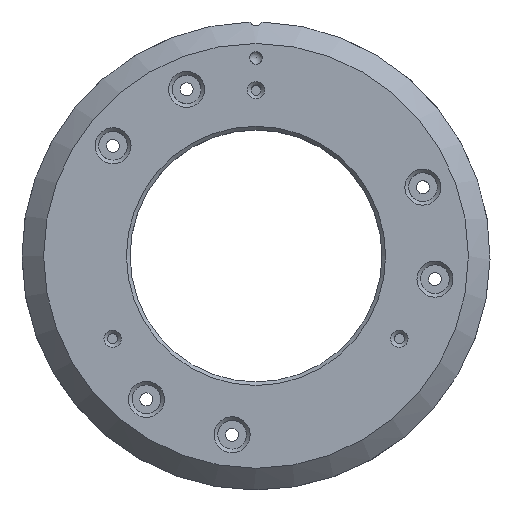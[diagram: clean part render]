
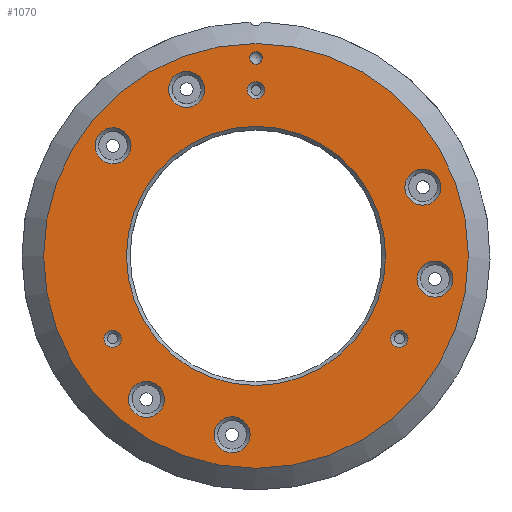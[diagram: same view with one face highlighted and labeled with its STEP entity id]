
A CAD part, top view. The second image highlights one B-rep face of the part: STEP entity #1070.
In plain terms, the highlighted planar face has unit normal (0, 0, 1).
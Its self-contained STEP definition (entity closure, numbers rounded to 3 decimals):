
#51=PLANE('',#1236);
#129=CIRCLE('',#1189,2.5);
#130=CIRCLE('',#1191,2.5);
#131=CIRCLE('',#1193,2.5);
#132=CIRCLE('',#1195,2.5);
#133=CIRCLE('',#1197,2.5);
#134=CIRCLE('',#1199,2.5);
#135=CIRCLE('',#1201,18.);
#136=CIRCLE('',#1203,1.2);
#137=CIRCLE('',#1205,1.2);
#138=CIRCLE('',#1207,1.2);
#139=CIRCLE('',#1209,0.866);
#150=CIRCLE('',#1237,29.5);
#442=ORIENTED_EDGE('',*,*,#548,.T.);
#443=ORIENTED_EDGE('',*,*,#547,.T.);
#444=ORIENTED_EDGE('',*,*,#546,.T.);
#445=ORIENTED_EDGE('',*,*,#545,.T.);
#446=ORIENTED_EDGE('',*,*,#544,.T.);
#447=ORIENTED_EDGE('',*,*,#543,.T.);
#448=ORIENTED_EDGE('',*,*,#542,.T.);
#449=ORIENTED_EDGE('',*,*,#541,.T.);
#450=ORIENTED_EDGE('',*,*,#540,.T.);
#451=ORIENTED_EDGE('',*,*,#539,.T.);
#452=ORIENTED_EDGE('',*,*,#538,.T.);
#453=ORIENTED_EDGE('',*,*,#577,.T.);
#538=EDGE_CURVE('',#647,#647,#129,.T.);
#539=EDGE_CURVE('',#648,#648,#130,.T.);
#540=EDGE_CURVE('',#649,#649,#131,.T.);
#541=EDGE_CURVE('',#650,#650,#132,.T.);
#542=EDGE_CURVE('',#651,#651,#133,.T.);
#543=EDGE_CURVE('',#652,#652,#134,.T.);
#544=EDGE_CURVE('',#653,#653,#135,.T.);
#545=EDGE_CURVE('',#654,#654,#136,.T.);
#546=EDGE_CURVE('',#655,#655,#137,.T.);
#547=EDGE_CURVE('',#656,#656,#138,.T.);
#548=EDGE_CURVE('',#657,#657,#139,.T.);
#577=EDGE_CURVE('',#671,#671,#150,.F.);
#647=VERTEX_POINT('',#1796);
#648=VERTEX_POINT('',#1799);
#649=VERTEX_POINT('',#1802);
#650=VERTEX_POINT('',#1805);
#651=VERTEX_POINT('',#1808);
#652=VERTEX_POINT('',#1811);
#653=VERTEX_POINT('',#1814);
#654=VERTEX_POINT('',#1817);
#655=VERTEX_POINT('',#1820);
#656=VERTEX_POINT('',#1823);
#657=VERTEX_POINT('',#1826);
#671=VERTEX_POINT('',#1922);
#814=EDGE_LOOP('',(#442));
#815=EDGE_LOOP('',(#443));
#816=EDGE_LOOP('',(#444));
#817=EDGE_LOOP('',(#445));
#818=EDGE_LOOP('',(#446));
#819=EDGE_LOOP('',(#447));
#820=EDGE_LOOP('',(#448));
#821=EDGE_LOOP('',(#449));
#822=EDGE_LOOP('',(#450));
#823=EDGE_LOOP('',(#451));
#824=EDGE_LOOP('',(#452));
#825=EDGE_LOOP('',(#453));
#955=FACE_BOUND('',#814,.T.);
#956=FACE_BOUND('',#815,.T.);
#957=FACE_BOUND('',#816,.T.);
#958=FACE_BOUND('',#817,.T.);
#959=FACE_BOUND('',#818,.T.);
#960=FACE_BOUND('',#819,.T.);
#961=FACE_BOUND('',#820,.T.);
#962=FACE_BOUND('',#821,.T.);
#963=FACE_BOUND('',#822,.T.);
#964=FACE_BOUND('',#823,.T.);
#965=FACE_BOUND('',#824,.T.);
#966=FACE_BOUND('',#825,.T.);
#1070=ADVANCED_FACE('',(#955,#956,#957,#958,#959,#960,#961,#962,#963,#964,
#965,#966),#51,.F.);
#1189=AXIS2_PLACEMENT_3D('',#1795,#1472,#1473);
#1191=AXIS2_PLACEMENT_3D('',#1798,#1476,#1477);
#1193=AXIS2_PLACEMENT_3D('',#1801,#1480,#1481);
#1195=AXIS2_PLACEMENT_3D('',#1804,#1484,#1485);
#1197=AXIS2_PLACEMENT_3D('',#1807,#1488,#1489);
#1199=AXIS2_PLACEMENT_3D('',#1810,#1492,#1493);
#1201=AXIS2_PLACEMENT_3D('',#1813,#1496,#1497);
#1203=AXIS2_PLACEMENT_3D('',#1816,#1500,#1501);
#1205=AXIS2_PLACEMENT_3D('',#1819,#1504,#1505);
#1207=AXIS2_PLACEMENT_3D('',#1822,#1508,#1509);
#1209=AXIS2_PLACEMENT_3D('',#1825,#1512,#1513);
#1236=AXIS2_PLACEMENT_3D('',#1920,#1572,#1573);
#1237=AXIS2_PLACEMENT_3D('',#1921,#1574,#1575);
#1472=DIRECTION('',(0.,0.,-1.));
#1473=DIRECTION('',(-1.,0.,0.));
#1476=DIRECTION('',(0.,0.,-1.));
#1477=DIRECTION('',(-1.,0.,0.));
#1480=DIRECTION('',(0.,0.,-1.));
#1481=DIRECTION('',(-1.,0.,0.));
#1484=DIRECTION('',(0.,0.,-1.));
#1485=DIRECTION('',(-1.,0.,0.));
#1488=DIRECTION('',(0.,0.,-1.));
#1489=DIRECTION('',(-1.,0.,0.));
#1492=DIRECTION('',(0.,0.,-1.));
#1493=DIRECTION('',(-1.,0.,0.));
#1496=DIRECTION('',(0.,0.,-1.));
#1497=DIRECTION('',(-1.,0.,0.));
#1500=DIRECTION('',(0.,0.,-1.));
#1501=DIRECTION('',(-1.,0.,0.));
#1504=DIRECTION('',(0.,0.,-1.));
#1505=DIRECTION('',(-1.,0.,0.));
#1508=DIRECTION('',(0.,0.,-1.));
#1509=DIRECTION('',(-1.,0.,0.));
#1512=DIRECTION('',(0.,0.,-1.));
#1513=DIRECTION('',(-1.,0.,0.));
#1572=DIRECTION('',(0.,0.,-1.));
#1573=DIRECTION('',(-1.,0.,0.));
#1574=DIRECTION('',(0.,0.,-1.));
#1575=DIRECTION('',(-1.,0.,0.));
#1795=CARTESIAN_POINT('',(-19.855,15.294,15.2));
#1796=CARTESIAN_POINT('',(-22.355,15.294,15.2));
#1798=CARTESIAN_POINT('',(-9.634,23.137,15.2));
#1799=CARTESIAN_POINT('',(-12.134,23.137,15.2));
#1801=CARTESIAN_POINT('',(23.173,9.548,15.2));
#1802=CARTESIAN_POINT('',(20.673,9.548,15.2));
#1804=CARTESIAN_POINT('',(24.854,-3.225,15.2));
#1805=CARTESIAN_POINT('',(22.354,-3.225,15.2));
#1807=CARTESIAN_POINT('',(-3.318,-24.842,15.2));
#1808=CARTESIAN_POINT('',(-5.818,-24.842,15.2));
#1810=CARTESIAN_POINT('',(-15.22,-19.912,15.2));
#1811=CARTESIAN_POINT('',(-17.72,-19.912,15.2));
#1813=CARTESIAN_POINT('',(0.,0.,15.2));
#1814=CARTESIAN_POINT('',(-18.,0.,15.2));
#1816=CARTESIAN_POINT('',(0.,23.,15.2));
#1817=CARTESIAN_POINT('',(-1.2,23.,15.2));
#1819=CARTESIAN_POINT('',(-19.919,-11.5,15.2));
#1820=CARTESIAN_POINT('',(-21.119,-11.5,15.2));
#1822=CARTESIAN_POINT('',(19.919,-11.5,15.2));
#1823=CARTESIAN_POINT('',(18.719,-11.5,15.2));
#1825=CARTESIAN_POINT('',(0.,27.5,15.2));
#1826=CARTESIAN_POINT('',(-0.866,27.5,15.2));
#1920=CARTESIAN_POINT('',(0.,0.,15.2));
#1921=CARTESIAN_POINT('',(0.,0.,15.2));
#1922=CARTESIAN_POINT('',(-29.5,0.,15.2));
